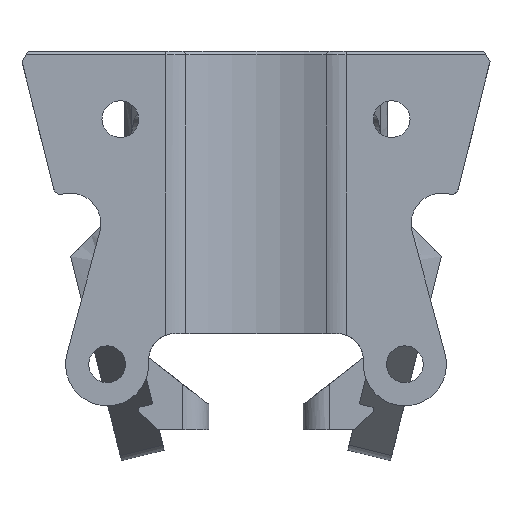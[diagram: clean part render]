
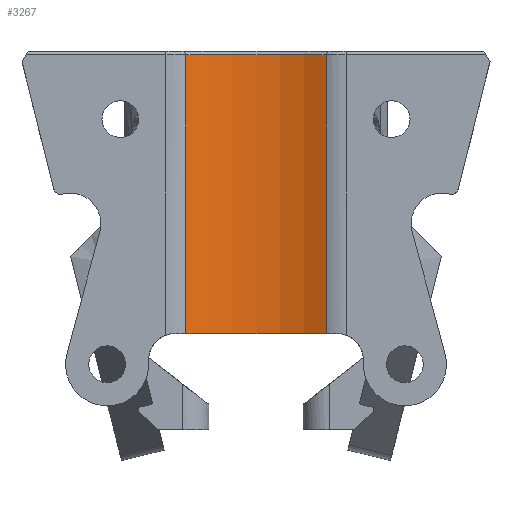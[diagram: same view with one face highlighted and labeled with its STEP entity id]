
A CAD part, front view. The second image highlights one B-rep face of the part: STEP entity #3267.
In plain terms, the highlighted cylindrical face has radius 17.45 mm (diameter 34.9 mm), a partial arc.
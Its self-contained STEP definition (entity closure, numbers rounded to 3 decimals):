
#224=FACE_OUTER_BOUND('',#409,.T.);
#409=EDGE_LOOP('',(#2322,#2323,#2324,#2325));
#639=LINE('',#5015,#923);
#640=LINE('',#5024,#924);
#923=VECTOR('',#3926,10.);
#924=VECTOR('',#3931,10.);
#1203=CIRCLE('',#3489,17.45);
#1212=CIRCLE('',#3503,17.45);
#1427=VERTEX_POINT('',#4976);
#1428=VERTEX_POINT('',#4980);
#1441=VERTEX_POINT('',#5014);
#1443=VERTEX_POINT('',#5023);
#1767=EDGE_CURVE('',#1428,#1427,#1203,.T.);
#1783=EDGE_CURVE('',#1427,#1441,#639,.T.);
#1786=EDGE_CURVE('',#1443,#1428,#640,.T.);
#1787=EDGE_CURVE('',#1441,#1443,#1212,.T.);
#2322=ORIENTED_EDGE('',*,*,#1767,.F.);
#2323=ORIENTED_EDGE('',*,*,#1786,.F.);
#2324=ORIENTED_EDGE('',*,*,#1787,.F.);
#2325=ORIENTED_EDGE('',*,*,#1783,.F.);
#3199=CYLINDRICAL_SURFACE('',#3502,17.45);
#3267=ADVANCED_FACE('',(#224),#3199,.F.);
#3489=AXIS2_PLACEMENT_3D('',#4982,#3894,#3895);
#3502=AXIS2_PLACEMENT_3D('',#5022,#3929,#3930);
#3503=AXIS2_PLACEMENT_3D('',#5025,#3932,#3933);
#3894=DIRECTION('center_axis',(0.,0.,-1.));
#3895=DIRECTION('ref_axis',(0.516,0.857,0.));
#3926=DIRECTION('',(0.,0.,-1.));
#3929=DIRECTION('center_axis',(0.,0.,-1.));
#3930=DIRECTION('ref_axis',(0.516,0.857,0.));
#3931=DIRECTION('',(0.,0.,1.));
#3932=DIRECTION('center_axis',(0.,0.,1.));
#3933=DIRECTION('ref_axis',(0.516,0.857,0.));
#4976=CARTESIAN_POINT('',(8.003,0.557,30.35));
#4980=CARTESIAN_POINT('',(-8.003,0.557,30.35));
#4982=CARTESIAN_POINT('Origin',(0.,-14.95,
30.35));
#5014=CARTESIAN_POINT('',(8.003,0.557,-1.5));
#5015=CARTESIAN_POINT('',(8.003,0.557,30.75));
#5022=CARTESIAN_POINT('Origin',(0.,-14.95,
30.75));
#5023=CARTESIAN_POINT('',(-8.003,0.557,-1.5));
#5024=CARTESIAN_POINT('',(-8.003,0.557,30.75));
#5025=CARTESIAN_POINT('Origin',(0.,-14.95,
-1.5));
